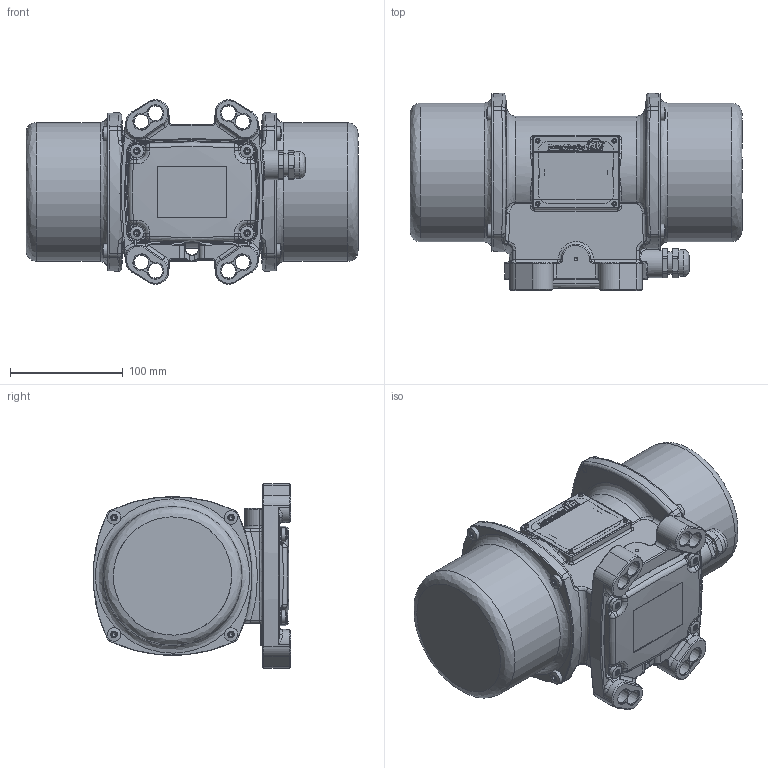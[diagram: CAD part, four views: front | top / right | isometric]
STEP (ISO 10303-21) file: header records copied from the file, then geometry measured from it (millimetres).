
FILE_DESCRIPTION (( 'STEP AP214' ), '1' );
FILE_NAME ('NEA-NEG 25210-50-60Hz.STEP', '2017-02-20T15:21:10', ( '' ), ( '' ), 'SwSTEP 2.0', 'SolidWorks 2015', '' );
FILE_SCHEMA (( 'AUTOMOTIVE_DESIGN' ));
Length unit declared in the file: millimetre
Products named in the file (1): NEA-NEG 25210-50-60Hz
Bounding box: 295 x 175.39 x 163.99 mm (x, y, z)
Volume: 956634.9 mm3; surface area: 441170 mm2
Topology: 18 solids, 18 shells, 2618 faces, 7028 edges, 4605 vertices
Faces by surface type: bspline 1097, plane 731, cylinder 627, cone 163
Full cylindrical faces by diameter (mm): 3.4 x4, 6 x12, 7 x8, 10.5 x1, 11.5 x1, 12 x13, 12.5 x1, 14.5 x1, 18.5 x1, 20 x2, 24 x1, 105 x2, 121 x2, 123.4 x2
Entity records: 139020 total; most frequent: CARTESIAN_POINT 81285, ORIENTED_EDGE 13518, DIRECTION 9124, EDGE_CURVE 6759, VERTEX_POINT 4559, AXIS2_PLACEMENT_3D 3296, EDGE_LOOP 3078, FACE_OUTER_BOUND 2720
